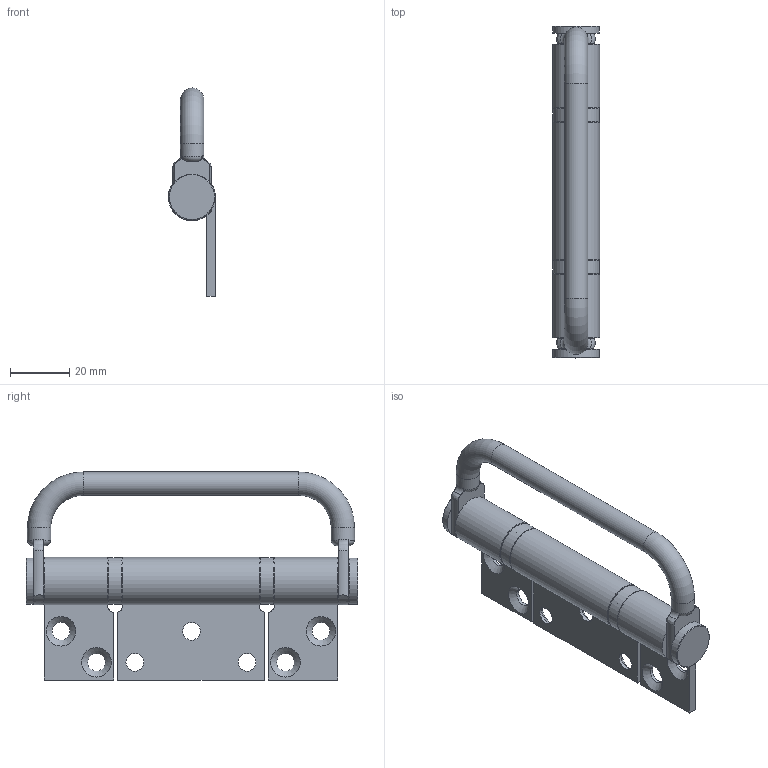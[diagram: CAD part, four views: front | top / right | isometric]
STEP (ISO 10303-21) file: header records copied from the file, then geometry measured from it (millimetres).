
FILE_DESCRIPTION(/* description */ (''),/* implementation_level */ '2;1');
FILE_NAME(/* name */ '1510DPXA2.stp',/* time_stamp */ '2019-08-05T13:34:01+02:00',/* author */ ('DOMINIQUE'),/* organization */ (''),/* preprocessor_version */ 'ST-DEVELOPER v17.2',/* originating_system */ 'Autodesk Inventor 2019',/* authorisation */ '');
FILE_SCHEMA (('AUTOMOTIVE_DESIGN { 1 0 10303 214 3 1 1 }'));
Length unit declared in the file: millimetre
Products named in the file (7): charniere déport 16 poignée; Axe Ø10 charnière H; Central leaf Hinge H; Side offset leaf Hinge H sym; Side leaf Hinge H; 1510CXA2-5; poignée charnière
Assembly tree (7 placements, depth 2):
  charniere déport 16 poignée
    Axe Ø10 charnière H
    Central leaf Hinge H
    Side offset leaf Hinge H sym
    Side leaf Hinge H
    1510CXA2-5  x2
    poignée charnière
Bounding box: 15.99 x 112.4 x 70.46 mm (x, y, z)
Volume: 35527.6 mm3; surface area: 24976.5 mm2
Topology: 19 solids, 19 shells, 146 faces, 412 edges, 286 vertices
Faces by surface type: cylinder 43, plane 42, torus 38, sphere 10, cone 9, bspline 4
Full cylindrical faces by diameter (mm): 6 x7, 7.9 x3, 9.95 x1, 10 x4, 12 x4, 13.75 x4, 15.6 x2, 15.75 x2
Entity records: 4600 total; most frequent: CARTESIAN_POINT 1102, DIRECTION 724, ORIENTED_EDGE 650, EDGE_CURVE 325, AXIS2_PLACEMENT_3D 308, VERTEX_POINT 244, CIRCLE 181, EDGE_LOOP 151
